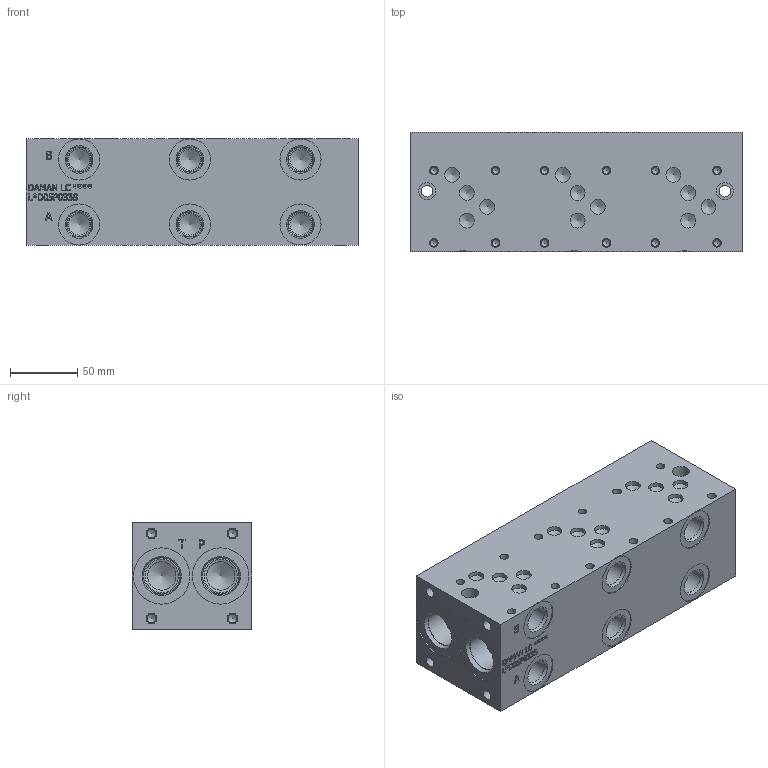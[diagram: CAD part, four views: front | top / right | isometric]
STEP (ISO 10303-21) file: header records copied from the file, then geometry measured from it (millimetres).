
FILE_DESCRIPTION(/* description */ (''),/* implementation_level */ '2;1');
FILE_NAME(/* name */ 'L_D05P033S.stp',/* time_stamp */ '2021-05-28T15:27:20-04:00',/* author */ ('anthonyv'),/* organization */ (''),/* preprocessor_version */ 'ST-DEVELOPER v18.1',/* originating_system */ 'Autodesk Inventor 2021',/* authorisation */ '');
FILE_SCHEMA (('AUTOMOTIVE_DESIGN { 1 0 10303 214 3 1 1 }'));
Length unit declared in the file: millimetre
Products named in the file (1): Part_LAD05P033S_3D
Bounding box: 247.65 x 88.9 x 79.38 mm (x, y, z)
Volume: 1606160.2 mm3; surface area: 130116.8 mm2
Topology: 1 solids, 1 shells, 677 faces, 1862 edges, 1268 vertices
Faces by surface type: plane 338, bspline 161, cylinder 106, cone 72
Full cylindrical faces by diameter (mm): 5.105 x12, 6.35 x12, 6.528 x8, 7.925 x8, 8.738 x2, 11.125 x12, 12.7 x2, 15.875 x6, 17.501 x6, 19.05 x6, 19.253 x6, 21.184 x4, 24.917 x4, 26.99 x1, 27 x3, 27.432 x4, 30.632 x6, 42.037 x4
Entity records: 22797 total; most frequent: CARTESIAN_POINT 5859, ORIENTED_EDGE 3640, DIRECTION 2926, EDGE_CURVE 1820, VERTEX_POINT 1268, LINE 1104, VECTOR 1104, AXIS2_PLACEMENT_3D 911
